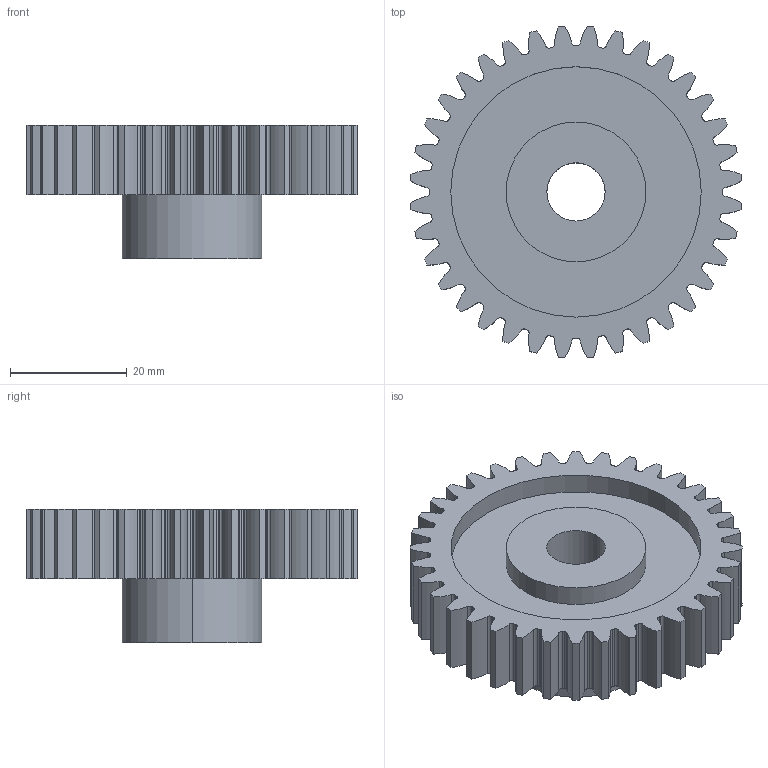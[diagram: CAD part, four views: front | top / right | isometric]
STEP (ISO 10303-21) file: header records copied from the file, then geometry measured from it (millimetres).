
FILE_DESCRIPTION (( 'STEP AP214' ), '1' );
FILE_NAME ('119-015-036.step', '2010-07-19T15:38:59', ( 'WMH Herion Antriebstechnik GmbH' ), ( 'WMH Herion Antriebstechnik GmbH' ), 'SwSTEP 2.0', 'SolidWorks 2010', '' );
FILE_SCHEMA (( 'AUTOMOTIVE_DESIGN' ));
Length unit declared in the file: millimetre
Products named in the file (1): 119-015-036
Bounding box: 56.87 x 56.87 x 23 mm (x, y, z)
Volume: 23430.3 mm3; surface area: 11413.6 mm2
Topology: 1 solids, 1 shells, 253 faces, 741 edges, 494 vertices
Faces by surface type: cylinder 247, plane 6
Entity records: 8747 total; most frequent: DIRECTION 1743, CARTESIAN_POINT 1489, ORIENTED_EDGE 1482, AXIS2_PLACEMENT_3D 748, EDGE_CURVE 741, CIRCLE 494, VERTEX_POINT 494, EDGE_LOOP 259
